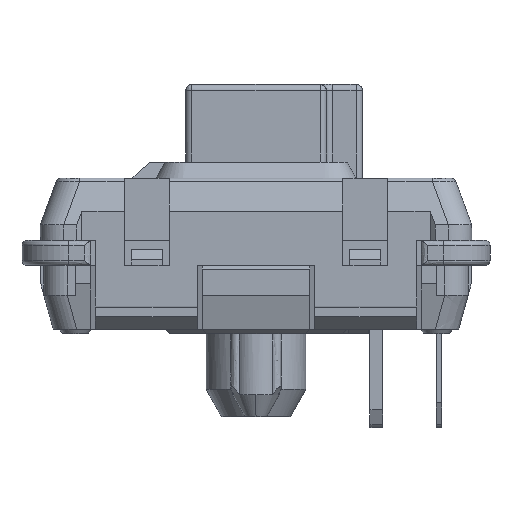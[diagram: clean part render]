
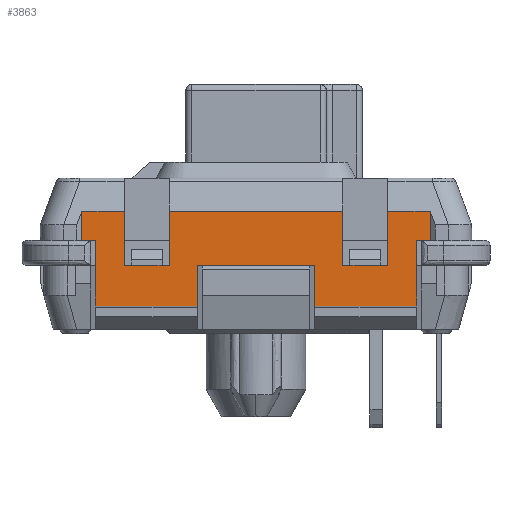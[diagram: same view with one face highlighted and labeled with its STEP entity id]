
A CAD part, left-side view. The second image highlights one B-rep face of the part: STEP entity #3863.
In plain terms, the highlighted planar face has unit normal (-1, 0, 0).
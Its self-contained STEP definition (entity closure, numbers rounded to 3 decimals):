
#169 = VERTEX_POINT('',#170);
#170 = CARTESIAN_POINT('',(-6.749,-1.878,
    0.));
#175 = EDGE_CURVE('',#176,#169,#178,.T.);
#176 = VERTEX_POINT('',#177);
#177 = CARTESIAN_POINT('',(-6.749,1.878,
    0.));
#178 = B_SPLINE_CURVE_WITH_KNOTS('',1,(#179,#180),.UNSPECIFIED.,.F.,.F.,
  (2,2),(-3.755,0.),.PIECEWISE_BEZIER_KNOTS.);
#179 = CARTESIAN_POINT('',(-6.749,1.878,
    0.));
#180 = CARTESIAN_POINT('',(-6.749,-1.878,
    0.));
#233 = VERTEX_POINT('',#234);
#234 = CARTESIAN_POINT('',(-6.749,-1.878,
    -1.304));
#241 = VERTEX_POINT('',#242);
#242 = CARTESIAN_POINT('',(-6.749,-5.145,
    -1.304));
#247 = EDGE_CURVE('',#241,#233,#248,.T.);
#248 = B_SPLINE_CURVE_WITH_KNOTS('',1,(#249,#250),.UNSPECIFIED.,.F.,.F.,
  (2,2),(2.974,6.242),.PIECEWISE_BEZIER_KNOTS.);
#249 = CARTESIAN_POINT('',(-6.749,-5.145,
    -1.304));
#250 = CARTESIAN_POINT('',(-6.749,-1.878,
    -1.304));
#340 = EDGE_CURVE('',#176,#341,#343,.T.);
#341 = VERTEX_POINT('',#342);
#342 = CARTESIAN_POINT('',(-6.749,1.878,
    -1.304));
#343 = B_SPLINE_CURVE_WITH_KNOTS('',1,(#344,#345),.UNSPECIFIED.,.F.,.F.,
  (2,2),(0.,0.794),.PIECEWISE_BEZIER_KNOTS.);
#344 = CARTESIAN_POINT('',(-6.749,1.878,
    0.));
#345 = CARTESIAN_POINT('',(-6.749,1.878,
    -1.304));
#380 = EDGE_CURVE('',#233,#169,#381,.T.);
#381 = B_SPLINE_CURVE_WITH_KNOTS('',1,(#382,#383),.UNSPECIFIED.,.F.,.F.,
  (2,2),(-0.794,0.),.PIECEWISE_BEZIER_KNOTS.);
#382 = CARTESIAN_POINT('',(-6.749,-1.878,
    -1.304));
#383 = CARTESIAN_POINT('',(-6.749,-1.878,
    0.));
#2964 = VERTEX_POINT('',#2965);
#2965 = CARTESIAN_POINT('',(-6.749,4.222,
    0.));
#2972 = EDGE_CURVE('',#2964,#2973,#2975,.T.);
#2973 = VERTEX_POINT('',#2974);
#2974 = CARTESIAN_POINT('',(-6.749,2.781,
    0.));
#2975 = B_SPLINE_CURVE_WITH_KNOTS('',1,(#2976,#2977),.UNSPECIFIED.,.F.,
  .F.,(2,2),(0.,1.441),.PIECEWISE_BEZIER_KNOTS.);
#2976 = CARTESIAN_POINT('',(-6.749,4.222,
    0.));
#2977 = CARTESIAN_POINT('',(-6.749,2.781,
    0.));
#3010 = VERTEX_POINT('',#3011);
#3011 = CARTESIAN_POINT('',(-6.749,4.222,
    1.742));
#3018 = EDGE_CURVE('',#3010,#2964,#3019,.T.);
#3019 = B_SPLINE_CURVE_WITH_KNOTS('',1,(#3020,#3021),.UNSPECIFIED.,.F.,
  .F.,(2,2),(1.587,2.8),.PIECEWISE_BEZIER_KNOTS.);
#3020 = CARTESIAN_POINT('',(-6.749,4.222,
    1.742));
#3021 = CARTESIAN_POINT('',(-6.749,4.222,
    0.));
#3095 = EDGE_CURVE('',#2973,#3096,#3098,.T.);
#3096 = VERTEX_POINT('',#3097);
#3097 = CARTESIAN_POINT('',(-6.749,2.781,
    1.742));
#3098 = B_SPLINE_CURVE_WITH_KNOTS('',1,(#3099,#3100),.UNSPECIFIED.,.F.,
  .F.,(2,2),(-2.8,-1.587),.PIECEWISE_BEZIER_KNOTS.);
#3099 = CARTESIAN_POINT('',(-6.749,2.781,
    0.));
#3100 = CARTESIAN_POINT('',(-6.749,2.781,
    1.742));
#3138 = EDGE_CURVE('',#3139,#3096,#3141,.T.);
#3139 = VERTEX_POINT('',#3140);
#3140 = CARTESIAN_POINT('',(-6.749,-2.781,
    1.742));
#3141 = B_SPLINE_CURVE_WITH_KNOTS('',2,(#3142,#3143,#3144),
  .UNSPECIFIED.,.F.,.F.,(3,3),(-9.017,-3.305),
  .PIECEWISE_BEZIER_KNOTS.);
#3142 = CARTESIAN_POINT('',(-6.749,-2.781,
    1.742));
#3143 = CARTESIAN_POINT('',(-6.749,0.,1.742));
#3144 = CARTESIAN_POINT('',(-6.749,2.781,
    1.742));
#3378 = VERTEX_POINT('',#3379);
#3379 = CARTESIAN_POINT('',(-6.749,-2.781,
    0.));
#3386 = EDGE_CURVE('',#3378,#3387,#3389,.T.);
#3387 = VERTEX_POINT('',#3388);
#3388 = CARTESIAN_POINT('',(-6.749,-4.222,
    0.));
#3389 = B_SPLINE_CURVE_WITH_KNOTS('',1,(#3390,#3391),.UNSPECIFIED.,.F.,
  .F.,(2,2),(-1.441,0.),.PIECEWISE_BEZIER_KNOTS.);
#3390 = CARTESIAN_POINT('',(-6.749,-2.781,
    0.));
#3391 = CARTESIAN_POINT('',(-6.749,-4.222,
    0.));
#3458 = EDGE_CURVE('',#3139,#3378,#3459,.T.);
#3459 = B_SPLINE_CURVE_WITH_KNOTS('',1,(#3460,#3461),.UNSPECIFIED.,.F.,
  .F.,(2,2),(1.587,2.8),.PIECEWISE_BEZIER_KNOTS.);
#3460 = CARTESIAN_POINT('',(-6.749,-2.781,
    1.742));
#3461 = CARTESIAN_POINT('',(-6.749,-2.781,
    0.));
#3519 = EDGE_CURVE('',#3387,#3520,#3522,.T.);
#3520 = VERTEX_POINT('',#3521);
#3521 = CARTESIAN_POINT('',(-6.749,-4.222,
    1.742));
#3522 = B_SPLINE_CURVE_WITH_KNOTS('',1,(#3523,#3524),.UNSPECIFIED.,.F.,
  .F.,(2,2),(-2.8,-1.587),.PIECEWISE_BEZIER_KNOTS.);
#3523 = CARTESIAN_POINT('',(-6.749,-4.222,
    0.));
#3524 = CARTESIAN_POINT('',(-6.749,-4.222,
    1.742));
#3542 = EDGE_CURVE('',#3543,#3520,#3545,.T.);
#3543 = VERTEX_POINT('',#3544);
#3544 = CARTESIAN_POINT('',(-6.749,-5.582,
    1.742));
#3545 = B_SPLINE_CURVE_WITH_KNOTS('',2,(#3546,#3547,#3548),
  .UNSPECIFIED.,.F.,.F.,(3,3),(-11.894,-10.498),
  .PIECEWISE_BEZIER_KNOTS.);
#3546 = CARTESIAN_POINT('',(-6.749,-5.582,
    1.742));
#3547 = CARTESIAN_POINT('',(-6.749,-4.902,
    1.742));
#3548 = CARTESIAN_POINT('',(-6.749,-4.222,
    1.742));
#3802 = VERTEX_POINT('',#3803);
#3803 = CARTESIAN_POINT('',(-6.749,-5.582,0.8));
#3816 = EDGE_CURVE('',#3543,#3802,#3817,.T.);
#3817 = B_SPLINE_CURVE_WITH_KNOTS('',1,(#3818,#3819),.UNSPECIFIED.,.F.,
  .F.,(2,2),(2.589,3.531),.PIECEWISE_BEZIER_KNOTS.);
#3818 = CARTESIAN_POINT('',(-6.749,-5.582,
    1.742));
#3819 = CARTESIAN_POINT('',(-6.749,-5.582,0.8));
#3830 = VERTEX_POINT('',#3831);
#3831 = CARTESIAN_POINT('',(-6.749,5.582,
    1.742));
#3848 = VERTEX_POINT('',#3849);
#3849 = CARTESIAN_POINT('',(-6.749,5.582,0.8));
#3854 = EDGE_CURVE('',#3848,#3830,#3855,.T.);
#3855 = B_SPLINE_CURVE_WITH_KNOTS('',1,(#3856,#3857),.UNSPECIFIED.,.F.,
  .F.,(2,2),(-3.531,-2.589),.PIECEWISE_BEZIER_KNOTS.);
#3856 = CARTESIAN_POINT('',(-6.749,5.582,0.8));
#3857 = CARTESIAN_POINT('',(-6.749,5.582,
    1.742));
#3863 = ADVANCED_FACE('',(#3864),#3917,.T.);
#3864 = FACE_BOUND('',#3865,.T.);
#3865 = EDGE_LOOP('',(#3866,#3867,#3874,#3879,#3880,#3881,#3882,#3883,
    #3884,#3885,#3886,#3887,#3888,#3894,#3895,#3902,#3909,#3914,#3915,
    #3916));
#3866 = ORIENTED_EDGE('',*,*,#247,.F.);
#3867 = ORIENTED_EDGE('',*,*,#3868,.F.);
#3868 = EDGE_CURVE('',#3869,#241,#3871,.T.);
#3869 = VERTEX_POINT('',#3870);
#3870 = CARTESIAN_POINT('',(-6.749,-5.145,0.8));
#3871 = B_SPLINE_CURVE_WITH_KNOTS('',1,(#3872,#3873),.UNSPECIFIED.,.F.,
  .F.,(2,2),(3.531,5.635),.PIECEWISE_BEZIER_KNOTS.);
#3872 = CARTESIAN_POINT('',(-6.749,-5.145,0.8));
#3873 = CARTESIAN_POINT('',(-6.749,-5.145,
    -1.304));
#3874 = ORIENTED_EDGE('',*,*,#3875,.T.);
#3875 = EDGE_CURVE('',#3869,#3802,#3876,.T.);
#3876 = B_SPLINE_CURVE_WITH_KNOTS('',1,(#3877,#3878),.UNSPECIFIED.,.F.,
  .F.,(2,2),(-0.476,0.),.PIECEWISE_BEZIER_KNOTS.);
#3877 = CARTESIAN_POINT('',(-6.749,-5.145,0.8));
#3878 = CARTESIAN_POINT('',(-6.749,-5.582,0.8));
#3879 = ORIENTED_EDGE('',*,*,#3816,.F.);
#3880 = ORIENTED_EDGE('',*,*,#3542,.T.);
#3881 = ORIENTED_EDGE('',*,*,#3519,.F.);
#3882 = ORIENTED_EDGE('',*,*,#3386,.F.);
#3883 = ORIENTED_EDGE('',*,*,#3458,.F.);
#3884 = ORIENTED_EDGE('',*,*,#3138,.T.);
#3885 = ORIENTED_EDGE('',*,*,#3095,.F.);
#3886 = ORIENTED_EDGE('',*,*,#2972,.F.);
#3887 = ORIENTED_EDGE('',*,*,#3018,.F.);
#3888 = ORIENTED_EDGE('',*,*,#3889,.T.);
#3889 = EDGE_CURVE('',#3010,#3830,#3890,.T.);
#3890 = B_SPLINE_CURVE_WITH_KNOTS('',2,(#3891,#3892,#3893),
  .UNSPECIFIED.,.F.,.F.,(3,3),(-1.825,-0.428),
  .PIECEWISE_BEZIER_KNOTS.);
#3891 = CARTESIAN_POINT('',(-6.749,4.222,
    1.742));
#3892 = CARTESIAN_POINT('',(-6.749,4.902,1.742
    ));
#3893 = CARTESIAN_POINT('',(-6.749,5.582,
    1.742));
#3894 = ORIENTED_EDGE('',*,*,#3854,.F.);
#3895 = ORIENTED_EDGE('',*,*,#3896,.T.);
#3896 = EDGE_CURVE('',#3848,#3897,#3899,.T.);
#3897 = VERTEX_POINT('',#3898);
#3898 = CARTESIAN_POINT('',(-6.749,5.145,0.8));
#3899 = B_SPLINE_CURVE_WITH_KNOTS('',1,(#3900,#3901),.UNSPECIFIED.,.F.,
  .F.,(2,2),(-12.166,-11.69),.PIECEWISE_BEZIER_KNOTS.);
#3900 = CARTESIAN_POINT('',(-6.749,5.582,0.8));
#3901 = CARTESIAN_POINT('',(-6.749,5.145,0.8));
#3902 = ORIENTED_EDGE('',*,*,#3903,.F.);
#3903 = EDGE_CURVE('',#3904,#3897,#3906,.T.);
#3904 = VERTEX_POINT('',#3905);
#3905 = CARTESIAN_POINT('',(-6.749,5.145,
    -1.304));
#3906 = B_SPLINE_CURVE_WITH_KNOTS('',1,(#3907,#3908),.UNSPECIFIED.,.F.,
  .F.,(2,2),(0.179,2.283),.PIECEWISE_BEZIER_KNOTS.);
#3907 = CARTESIAN_POINT('',(-6.749,5.145,
    -1.304));
#3908 = CARTESIAN_POINT('',(-6.749,5.145,0.8));
#3909 = ORIENTED_EDGE('',*,*,#3910,.F.);
#3910 = EDGE_CURVE('',#341,#3904,#3911,.T.);
#3911 = B_SPLINE_CURVE_WITH_KNOTS('',1,(#3912,#3913),.UNSPECIFIED.,.F.,
  .F.,(2,2),(9.997,13.265),.PIECEWISE_BEZIER_KNOTS.);
#3912 = CARTESIAN_POINT('',(-6.749,1.878,
    -1.304));
#3913 = CARTESIAN_POINT('',(-6.749,5.145,
    -1.304));
#3914 = ORIENTED_EDGE('',*,*,#340,.F.);
#3915 = ORIENTED_EDGE('',*,*,#175,.T.);
#3916 = ORIENTED_EDGE('',*,*,#380,.F.);
#3917 = PLANE('',#3918);
#3918 = AXIS2_PLACEMENT_3D('',#3919,#3920,#3921);
#3919 = CARTESIAN_POINT('',(-6.749,5.582,
    1.742));
#3920 = DIRECTION('',(-1.,0.,0.));
#3921 = DIRECTION('',(0.,0.,-1.));
